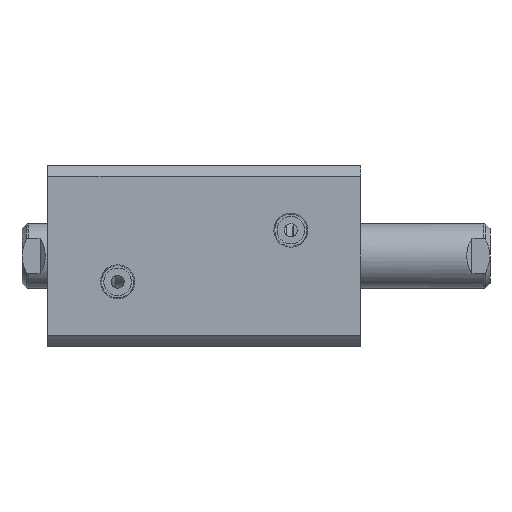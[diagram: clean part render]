
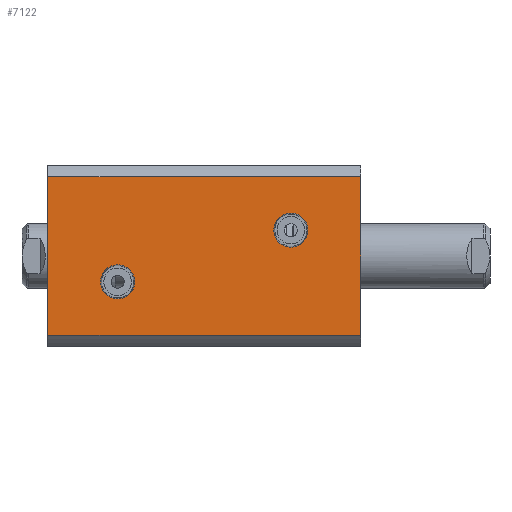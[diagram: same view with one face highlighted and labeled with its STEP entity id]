
A CAD part, left-side view. The second image highlights one B-rep face of the part: STEP entity #7122.
In plain terms, the highlighted planar face has unit normal (-1, 0, 0).
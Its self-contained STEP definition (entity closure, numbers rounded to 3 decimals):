
#65 = DIRECTION ( 'NONE',  ( 0., 1., 0. ) ) ;
#66 = CARTESIAN_POINT ( 'NONE',  ( -35., -10., 20.397 ) ) ;
#316 = DIRECTION ( 'NONE',  ( -1., 0., 0. ) ) ;
#344 = EDGE_CURVE ( 'NONE', #5827, #2540, #7899, .T. ) ;
#357 = DIRECTION ( 'NONE',  ( 0., 0., 1. ) ) ;
#658 = AXIS2_PLACEMENT_3D ( 'NONE', #8577, #3982, #9347 ) ;
#779 = CARTESIAN_POINT ( 'NONE',  ( -35., 10., 87.397 ) ) ;
#931 = CARTESIAN_POINT ( 'NONE',  ( -35., 35., 121. ) ) ;
#979 = VERTEX_POINT ( 'NONE', #8768 ) ;
#1027 = LINE ( 'NONE', #931, #9194 ) ;
#1076 = CARTESIAN_POINT ( 'NONE',  ( -35., 10., 94. ) ) ;
#1337 = ORIENTED_EDGE ( 'NONE', *, *, #8009, .F. ) ;
#1359 = AXIS2_PLACEMENT_3D ( 'NONE', #9254, #4651, #65 ) ;
#1493 = EDGE_CURVE ( 'NONE', #4705, #7050, #7895, .T. ) ;
#1518 = CARTESIAN_POINT ( 'NONE',  ( -35., 10., 100.603 ) ) ;
#1520 = AXIS2_PLACEMENT_3D ( 'NONE', #4908, #316, #5687 ) ;
#1524 = PLANE ( 'NONE',  #1359 ) ;
#1725 = DIRECTION ( 'NONE',  ( -1., 0., 0. ) ) ;
#1793 = DIRECTION ( 'NONE',  ( 0., 0., 1. ) ) ;
#1842 = ORIENTED_EDGE ( 'NONE', *, *, #1493, .F. ) ;
#1919 = LINE ( 'NONE', #4959, #9839 ) ;
#2003 = VECTOR ( 'NONE', #3969, 1000. ) ;
#2052 = CIRCLE ( 'NONE', #658, 6.603 ) ;
#2082 = VERTEX_POINT ( 'NONE', #66 ) ;
#2093 = CARTESIAN_POINT ( 'NONE',  ( -35., -30.615, 121. ) ) ;
#2246 = CARTESIAN_POINT ( 'NONE',  ( -35., -30.615, 0. ) ) ;
#2297 = ORIENTED_EDGE ( 'NONE', *, *, #9570, .F. ) ;
#2311 = CARTESIAN_POINT ( 'NONE',  ( -35., -10., 27. ) ) ;
#2540 = VERTEX_POINT ( 'NONE', #779 ) ;
#2661 = CARTESIAN_POINT ( 'NONE',  ( -35., 30.615, 0. ) ) ;
#3086 = DIRECTION ( 'NONE',  ( 0., 0., 1. ) ) ;
#3752 = ORIENTED_EDGE ( 'NONE', *, *, #7372, .F. ) ;
#3969 = DIRECTION ( 'NONE',  ( 0., 0., -1. ) ) ;
#3982 = DIRECTION ( 'NONE',  ( -1., 0., 0. ) ) ;
#4003 = CARTESIAN_POINT ( 'NONE',  ( -35., -30.615, -179. ) ) ;
#4044 = CIRCLE ( 'NONE', #4652, 6.603 ) ;
#4337 = CIRCLE ( 'NONE', #1520, 6.603 ) ;
#4651 = DIRECTION ( 'NONE',  ( 1., 0., 0. ) ) ;
#4652 = AXIS2_PLACEMENT_3D ( 'NONE', #2311, #7704, #3086 ) ;
#4705 = VERTEX_POINT ( 'NONE', #2093 ) ;
#4908 = CARTESIAN_POINT ( 'NONE',  ( -35., -10., 27. ) ) ;
#4959 = CARTESIAN_POINT ( 'NONE',  ( -35., 30.615, -179. ) ) ;
#5077 = ORIENTED_EDGE ( 'NONE', *, *, #344, .F. ) ;
#5376 = EDGE_LOOP ( 'NONE', ( #8789, #7019 ) ) ;
#5423 = EDGE_CURVE ( 'NONE', #2082, #979, #4337, .T. ) ;
#5687 = DIRECTION ( 'NONE',  ( 0., 0., 1. ) ) ;
#5750 = EDGE_LOOP ( 'NONE', ( #1337, #7502, #1842, #2297 ) ) ;
#5827 = VERTEX_POINT ( 'NONE', #1518 ) ;
#6019 = FACE_BOUND ( 'NONE', #7837, .T. ) ;
#6078 = EDGE_CURVE ( 'NONE', #6649, #7050, #8658, .T. ) ;
#6323 = DIRECTION ( 'NONE',  ( 0., -1., 0. ) ) ;
#6402 = VECTOR ( 'NONE', #6567, 1000. ) ;
#6472 = AXIS2_PLACEMENT_3D ( 'NONE', #1076, #1725, #1793 ) ;
#6567 = DIRECTION ( 'NONE',  ( 0., -1., 0. ) ) ;
#6649 = VERTEX_POINT ( 'NONE', #2661 ) ;
#7019 = ORIENTED_EDGE ( 'NONE', *, *, #5423, .F. ) ;
#7050 = VERTEX_POINT ( 'NONE', #2246 ) ;
#7122 = ADVANCED_FACE ( 'NONE', ( #6019, #7819, #9862 ), #1524, .F. ) ;
#7344 = CARTESIAN_POINT ( 'NONE',  ( -35., 35., 0. ) ) ;
#7372 = EDGE_CURVE ( 'NONE', #2540, #5827, #2052, .T. ) ;
#7502 = ORIENTED_EDGE ( 'NONE', *, *, #6078, .T. ) ;
#7704 = DIRECTION ( 'NONE',  ( -1., 0., 0. ) ) ;
#7819 = FACE_BOUND ( 'NONE', #5376, .T. ) ;
#7837 = EDGE_LOOP ( 'NONE', ( #5077, #3752 ) ) ;
#7895 = LINE ( 'NONE', #4003, #2003 ) ;
#7899 = CIRCLE ( 'NONE', #6472, 6.603 ) ;
#8009 = EDGE_CURVE ( 'NONE', #6649, #9735, #1919, .T. ) ;
#8577 = CARTESIAN_POINT ( 'NONE',  ( -35., 10., 94. ) ) ;
#8658 = LINE ( 'NONE', #7344, #6402 ) ;
#8768 = CARTESIAN_POINT ( 'NONE',  ( -35., -10., 33.603 ) ) ;
#8789 = ORIENTED_EDGE ( 'NONE', *, *, #9406, .F. ) ;
#8825 = CARTESIAN_POINT ( 'NONE',  ( -35., 30.615, 121. ) ) ;
#9194 = VECTOR ( 'NONE', #6323, 1000. ) ;
#9254 = CARTESIAN_POINT ( 'NONE',  ( -35., 35., 121. ) ) ;
#9347 = DIRECTION ( 'NONE',  ( 0., 0., 1. ) ) ;
#9406 = EDGE_CURVE ( 'NONE', #979, #2082, #4044, .T. ) ;
#9570 = EDGE_CURVE ( 'NONE', #9735, #4705, #1027, .T. ) ;
#9735 = VERTEX_POINT ( 'NONE', #8825 ) ;
#9839 = VECTOR ( 'NONE', #357, 1000. ) ;
#9862 = FACE_OUTER_BOUND ( 'NONE', #5750, .T. ) ;
